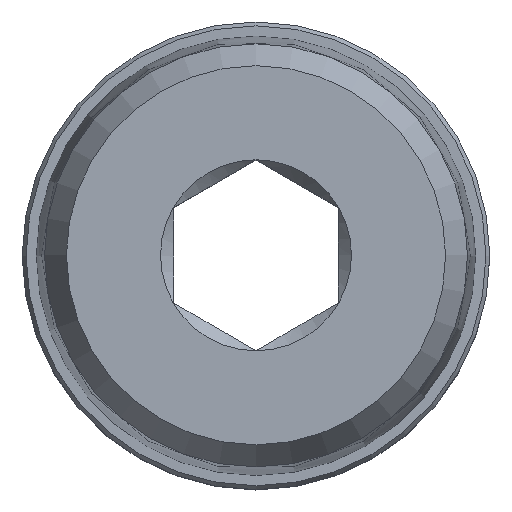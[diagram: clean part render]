
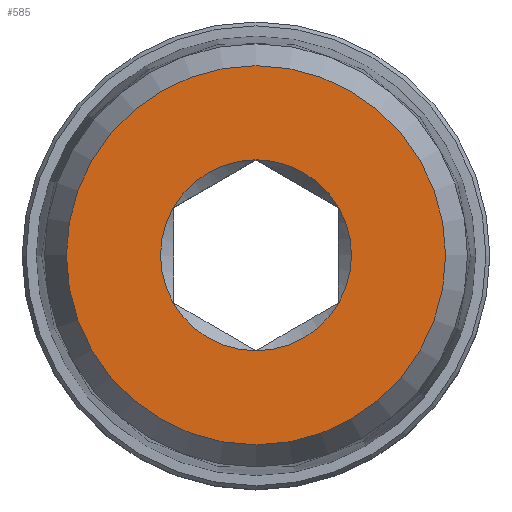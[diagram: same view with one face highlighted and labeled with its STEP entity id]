
A CAD part, top view. The second image highlights one B-rep face of the part: STEP entity #585.
In plain terms, the highlighted planar face has unit normal (0, 0, 1).
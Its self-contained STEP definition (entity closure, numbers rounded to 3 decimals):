
#45=CIRCLE('',#619,3.675);
#48=CIRCLE('',#624,7.296);
#85=ORIENTED_EDGE('',*,*,#156,.F.);
#86=ORIENTED_EDGE('',*,*,#165,.T.);
#156=EDGE_CURVE('',#197,#197,#45,.T.);
#165=EDGE_CURVE('',#206,#206,#48,.T.);
#197=VERTEX_POINT('',#807);
#206=VERTEX_POINT('',#855);
#257=EDGE_LOOP('',(#85));
#258=EDGE_LOOP('',(#86));
#311=FACE_BOUND('',#257,.T.);
#312=FACE_BOUND('',#258,.T.);
#358=PLANE('',#625);
#585=ADVANCED_FACE('',(#311,#312),#358,.F.);
#619=AXIS2_PLACEMENT_3D('',#806,#683,#684);
#624=AXIS2_PLACEMENT_3D('',#854,#693,#694);
#625=AXIS2_PLACEMENT_3D('',#856,#695,#696);
#683=DIRECTION('',(0.,0.,1.));
#684=DIRECTION('',(1.,0.,0.));
#693=DIRECTION('',(0.,0.,1.));
#694=DIRECTION('',(1.,0.,0.));
#695=DIRECTION('',(0.,0.,-1.));
#696=DIRECTION('',(-1.,0.,0.));
#806=CARTESIAN_POINT('',(0.,0.,11.5));
#807=CARTESIAN_POINT('',(3.675,0.,11.5));
#854=CARTESIAN_POINT('',(0.,0.,11.5));
#855=CARTESIAN_POINT('',(7.296,0.,11.5));
#856=CARTESIAN_POINT('',(7.296,0.,11.5));
